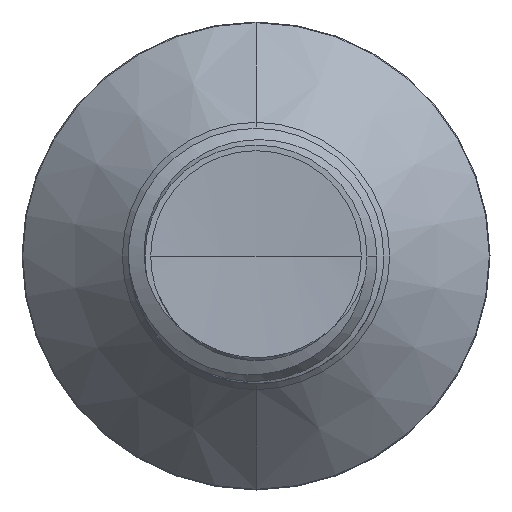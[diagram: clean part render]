
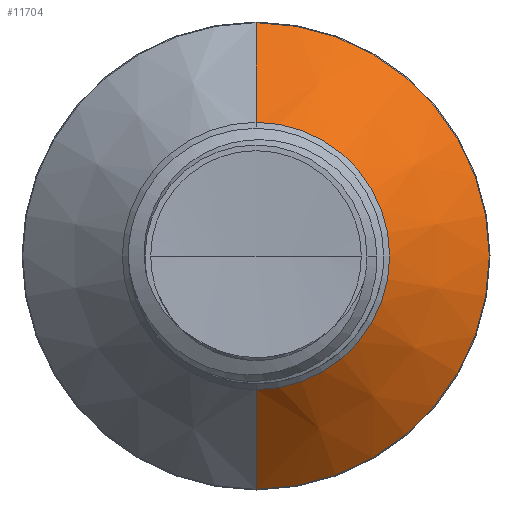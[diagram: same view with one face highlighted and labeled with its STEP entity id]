
A CAD part, front view. The second image highlights one B-rep face of the part: STEP entity #11704.
In plain terms, the highlighted conical face has half-angle 45 degrees and reference radius 3.141 mm.
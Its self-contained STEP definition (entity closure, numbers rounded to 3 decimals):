
#236 = CARTESIAN_POINT ( 'NONE',  ( 0., 8.81, 0. ) ) ;
#277 = VERTEX_POINT ( 'NONE', #11643 ) ;
#1669 = DIRECTION ( 'NONE',  ( 0., 0., 1. ) ) ;
#1698 = DIRECTION ( 'NONE',  ( 0., 1., 0. ) ) ;
#1718 = DIRECTION ( 'NONE',  ( 0., 0., 1. ) ) ;
#1722 = CARTESIAN_POINT ( 'NONE',  ( 0., 6.469, 0. ) ) ;
#1810 = ORIENTED_EDGE ( 'NONE', *, *, #7554, .T. ) ;
#1850 = DIRECTION ( 'NONE',  ( 0., 0., 1. ) ) ;
#1895 = AXIS2_PLACEMENT_3D ( 'NONE', #9418, #6417, #1718 ) ;
#1896 = CARTESIAN_POINT ( 'NONE',  ( 0., 6.469, -3.141 ) ) ;
#2465 = VERTEX_POINT ( 'NONE', #2868 ) ;
#2606 = VERTEX_POINT ( 'NONE', #1896 ) ;
#2617 = EDGE_CURVE ( 'NONE', #277, #2606, #14976, .T. ) ;
#2868 = CARTESIAN_POINT ( 'NONE',  ( 0., 8.81, 5.483 ) ) ;
#3236 = VECTOR ( 'NONE', #4268, 1000. ) ;
#4268 = DIRECTION ( 'NONE',  ( 0., 0.707, 0.707 ) ) ;
#5375 = FACE_OUTER_BOUND ( 'NONE', #17096, .T. ) ;
#5418 = CARTESIAN_POINT ( 'NONE',  ( 0., 8.81, -5.483 ) ) ;
#5960 = ORIENTED_EDGE ( 'NONE', *, *, #11815, .F. ) ;
#6417 = DIRECTION ( 'NONE',  ( 0., 1., 0. ) ) ;
#7332 = LINE ( 'NONE', #10341, #3236 ) ;
#7554 = EDGE_CURVE ( 'NONE', #2606, #17555, #9961, .T. ) ;
#8986 = CIRCLE ( 'NONE', #9158, 5.483 ) ;
#9158 = AXIS2_PLACEMENT_3D ( 'NONE', #236, #11055, #1850 ) ;
#9201 = EDGE_CURVE ( 'NONE', #277, #2465, #7332, .T. ) ;
#9418 = CARTESIAN_POINT ( 'NONE',  ( 0., 6.469, 0. ) ) ;
#9820 = CARTESIAN_POINT ( 'NONE',  ( 0., 6.469, -3.141 ) ) ;
#9961 = LINE ( 'NONE', #9820, #13670 ) ;
#10341 = CARTESIAN_POINT ( 'NONE',  ( 0., 6.469, 3.141 ) ) ;
#11055 = DIRECTION ( 'NONE',  ( 0., 1., 0. ) ) ;
#11643 = CARTESIAN_POINT ( 'NONE',  ( 0., 6.469, 3.141 ) ) ;
#11704 = ADVANCED_FACE ( 'NONE', ( #5375 ), #12423, .T. ) ;
#11815 = EDGE_CURVE ( 'NONE', #2465, #17555, #8986, .T. ) ;
#12423 = CONICAL_SURFACE ( 'NONE', #1895, 3.141, 0.785 ) ;
#12720 = DIRECTION ( 'NONE',  ( 0., 0.707, -0.707 ) ) ;
#13318 = ORIENTED_EDGE ( 'NONE', *, *, #2617, .T. ) ;
#13670 = VECTOR ( 'NONE', #12720, 1000. ) ;
#14875 = AXIS2_PLACEMENT_3D ( 'NONE', #1722, #1698, #1669 ) ;
#14976 = CIRCLE ( 'NONE', #14875, 3.141 ) ;
#16984 = ORIENTED_EDGE ( 'NONE', *, *, #9201, .F. ) ;
#17096 = EDGE_LOOP ( 'NONE', ( #13318, #1810, #5960, #16984 ) ) ;
#17555 = VERTEX_POINT ( 'NONE', #5418 ) ;
